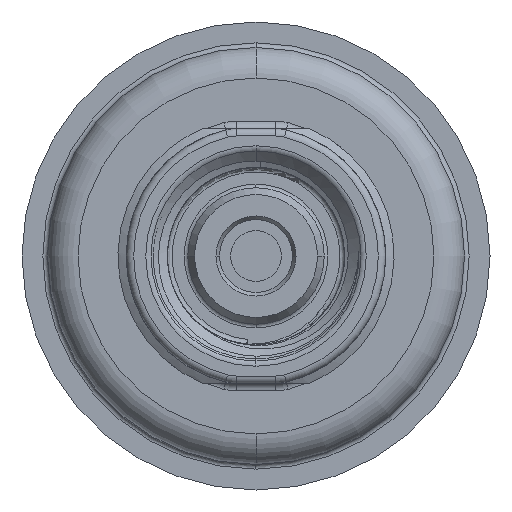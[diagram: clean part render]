
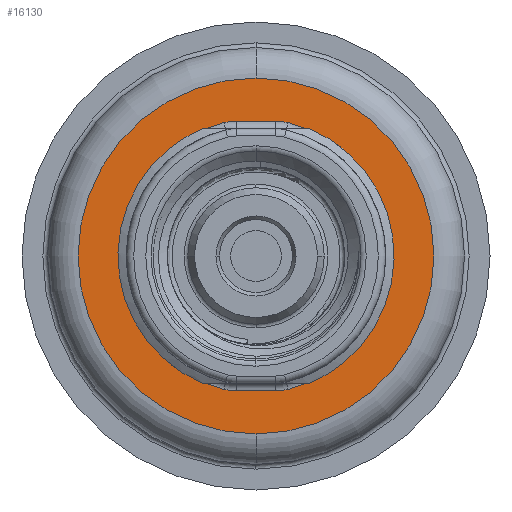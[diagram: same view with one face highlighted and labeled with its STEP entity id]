
A CAD part, front view. The second image highlights one B-rep face of the part: STEP entity #16130.
In plain terms, the highlighted planar face has unit normal (0, -1, 0).
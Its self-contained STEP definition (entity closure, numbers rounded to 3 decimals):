
#2593=CARTESIAN_POINT('',(0.,0.,0.));
#2594=DIRECTION('',(0.,1.,0.));
#2595=DIRECTION('',(0.,0.,-1.));
#2596=AXIS2_PLACEMENT_3D('',#2593,#2594,#2595);
#2598=CARTESIAN_POINT('',(0.,0.,0.));
#2599=DIRECTION('',(0.,-1.,0.));
#2600=DIRECTION('',(0.,0.,-1.));
#2601=AXIS2_PLACEMENT_3D('',#2598,#2599,#2600);
#2603=CARTESIAN_POINT('',(0.,0.,0.));
#2604=DIRECTION('',(0.,-1.,0.));
#2605=DIRECTION('',(-0.234,0.,0.972));
#2606=AXIS2_PLACEMENT_3D('',#2603,#2604,#2605);
#2608=CARTESIAN_POINT('',(-2.107,0.,-8.75));
#2609=DIRECTION('',(0.,-1.,0.));
#2610=DIRECTION('',(-0.234,0.,-0.972));
#2611=AXIS2_PLACEMENT_3D('',#2608,#2609,#2610);
#2613=DIRECTION('',(1.,0.,0.));
#2614=VECTOR('',#2613,4.213);
#2615=CARTESIAN_POINT('',(-2.107,0.,-14.55));
#2616=LINE('',#2615,#2614);
#2617=CARTESIAN_POINT('',(2.107,0.,-8.75));
#2618=DIRECTION('',(0.,-1.,0.));
#2619=DIRECTION('',(0.,0.,-1.));
#2620=AXIS2_PLACEMENT_3D('',#2617,#2618,#2619);
#2622=CARTESIAN_POINT('',(0.,0.,0.));
#2623=DIRECTION('',(0.,-1.,0.));
#2624=DIRECTION('',(0.234,0.,-0.972));
#2625=AXIS2_PLACEMENT_3D('',#2622,#2623,#2624);
#2627=CARTESIAN_POINT('',(2.107,0.,8.75));
#2628=DIRECTION('',(0.,-1.,0.));
#2629=DIRECTION('',(0.234,0.,0.972));
#2630=AXIS2_PLACEMENT_3D('',#2627,#2628,#2629);
#2632=DIRECTION('',(-1.,0.,0.));
#2633=VECTOR('',#2632,4.213);
#2634=CARTESIAN_POINT('',(2.107,0.,14.55));
#2635=LINE('',#2634,#2633);
#2636=CARTESIAN_POINT('',(-2.107,0.,8.75));
#2637=DIRECTION('',(0.,-1.,0.));
#2638=DIRECTION('',(0.,0.,1.));
#2639=AXIS2_PLACEMENT_3D('',#2636,#2637,#2638);
#9875=CARTESIAN_POINT('',(0.,0.,-19.2));
#9877=VERTEX_POINT('',#9875);
#9879=CARTESIAN_POINT('',(0.,0.,19.2));
#9881=VERTEX_POINT('',#9879);
#10095=CARTESIAN_POINT('',(-3.464,0.,14.389));
#10096=CARTESIAN_POINT('',(-3.464,0.,-14.389));
#10097=VERTEX_POINT('',#10095);
#10098=VERTEX_POINT('',#10096);
#10103=CARTESIAN_POINT('',(3.464,0.,-14.389));
#10104=CARTESIAN_POINT('',(3.464,0.,14.389));
#10105=VERTEX_POINT('',#10103);
#10106=VERTEX_POINT('',#10104);
#10164=CARTESIAN_POINT('',(2.107,0.,14.55));
#10165=VERTEX_POINT('',#10164);
#10168=CARTESIAN_POINT('',(-2.107,0.,14.55));
#10169=VERTEX_POINT('',#10168);
#10172=CARTESIAN_POINT('',(-2.107,0.,-14.55));
#10173=VERTEX_POINT('',#10172);
#10176=CARTESIAN_POINT('',(2.107,0.,-14.55));
#10177=VERTEX_POINT('',#10176);
#16103=CARTESIAN_POINT('',(0.,0.,0.));
#16104=DIRECTION('',(0.,-1.,0.));
#16105=DIRECTION('',(0.,0.,1.));
#16106=AXIS2_PLACEMENT_3D('',#16103,#16104,#16105);
#16107=PLANE('',#16106);
#16108=ORIENTED_EDGE('',*,*,#16085,.T.);
#16109=ORIENTED_EDGE('',*,*,#16096,.F.);
#16110=EDGE_LOOP('',(#16108,#16109));
#16111=FACE_OUTER_BOUND('',#16110,.F.);
#16113=ORIENTED_EDGE('',*,*,#16112,.T.);
#16115=ORIENTED_EDGE('',*,*,#16114,.T.);
#16117=ORIENTED_EDGE('',*,*,#16116,.T.);
#16119=ORIENTED_EDGE('',*,*,#16118,.T.);
#16121=ORIENTED_EDGE('',*,*,#16120,.T.);
#16123=ORIENTED_EDGE('',*,*,#16122,.T.);
#16125=ORIENTED_EDGE('',*,*,#16124,.T.);
#16127=ORIENTED_EDGE('',*,*,#16126,.T.);
#16128=EDGE_LOOP('',(#16113,#16115,#16117,#16119,#16121,#16123,#16125,#16127));
#16129=FACE_BOUND('',#16128,.F.);
#16130=ADVANCED_FACE('',(#16111,#16129),#16107,.T.);
#2597=CIRCLE('',#2596,19.2);
#2602=CIRCLE('',#2601,19.2);
#2607=CIRCLE('',#2606,14.8);
#2612=CIRCLE('',#2611,5.8);
#2621=CIRCLE('',#2620,5.8);
#2626=CIRCLE('',#2625,14.8);
#2631=CIRCLE('',#2630,5.8);
#2640=CIRCLE('',#2639,5.8);
#16085=EDGE_CURVE('',#9877,#9881,#2597,.T.);
#16096=EDGE_CURVE('',#9877,#9881,#2602,.T.);
#16112=EDGE_CURVE('',#10097,#10098,#2607,.T.);
#16114=EDGE_CURVE('',#10098,#10173,#2612,.T.);
#16116=EDGE_CURVE('',#10173,#10177,#2616,.T.);
#16118=EDGE_CURVE('',#10177,#10105,#2621,.T.);
#16120=EDGE_CURVE('',#10105,#10106,#2626,.T.);
#16122=EDGE_CURVE('',#10106,#10165,#2631,.T.);
#16124=EDGE_CURVE('',#10165,#10169,#2635,.T.);
#16126=EDGE_CURVE('',#10169,#10097,#2640,.T.);
